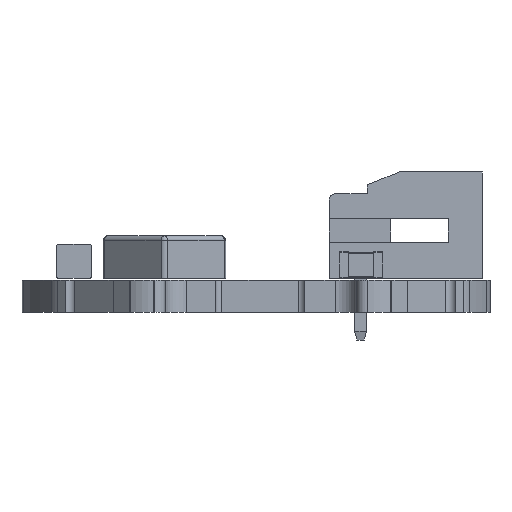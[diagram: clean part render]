
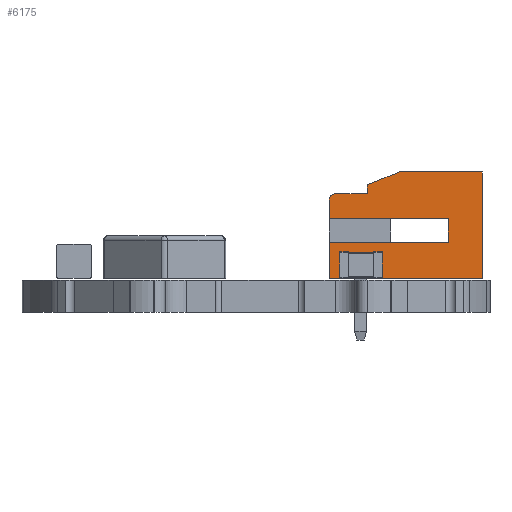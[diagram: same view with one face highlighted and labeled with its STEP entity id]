
A CAD part, left-side view. The second image highlights one B-rep face of the part: STEP entity #6175.
In plain terms, the highlighted planar face has unit normal (-1, 0, 0).
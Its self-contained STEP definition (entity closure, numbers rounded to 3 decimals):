
#2928 = VERTEX_POINT('',#2929);
#2929 = CARTESIAN_POINT('',(-4.,-3.5,0.));
#2935 = EDGE_CURVE('',#2928,#2936,#2938,.T.);
#2936 = VERTEX_POINT('',#2937);
#2937 = CARTESIAN_POINT('',(-4.,3.7,0.));
#2938 = LINE('',#2939,#2940);
#2939 = CARTESIAN_POINT('',(-4.,0.003,0.));
#2940 = VECTOR('',#2941,1.);
#2941 = DIRECTION('',(0.,1.,0.));
#3478 = VERTEX_POINT('',#3479);
#3479 = CARTESIAN_POINT('',(-4.,-1.9,2.8));
#3485 = EDGE_CURVE('',#3486,#3478,#3488,.T.);
#3486 = VERTEX_POINT('',#3487);
#3487 = CARTESIAN_POINT('',(-4.,3.7,2.8));
#3488 = LINE('',#3489,#3490);
#3489 = CARTESIAN_POINT('',(-4.,0.003,2.8));
#3490 = VECTOR('',#3491,1.);
#3491 = DIRECTION('',(0.,-1.,0.));
#3769 = VERTEX_POINT('',#3770);
#3770 = CARTESIAN_POINT('',(-4.,0.4,5.));
#3776 = EDGE_CURVE('',#3777,#3769,#3779,.T.);
#3777 = VERTEX_POINT('',#3778);
#3778 = CARTESIAN_POINT('',(-4.,-3.5,5.));
#3779 = LINE('',#3780,#3781);
#3780 = CARTESIAN_POINT('',(-4.,0.003,5.));
#3781 = VECTOR('',#3782,1.);
#3782 = DIRECTION('',(0.,1.,0.));
#4333 = VERTEX_POINT('',#4334);
#4334 = CARTESIAN_POINT('',(-4.,1.9,4.4));
#4340 = EDGE_CURVE('',#3769,#4333,#4341,.T.);
#4341 = LINE('',#4342,#4343);
#4342 = CARTESIAN_POINT('',(-4.,0.003,5.159));
#4343 = VECTOR('',#4344,1.);
#4344 = DIRECTION('',(0.,0.928,-0.371));
#4823 = VERTEX_POINT('',#4824);
#4824 = CARTESIAN_POINT('',(-4.,1.9,3.98));
#4830 = EDGE_CURVE('',#4333,#4823,#4831,.T.);
#4831 = LINE('',#4832,#4833);
#4832 = CARTESIAN_POINT('',(-4.,1.9,5.3));
#4833 = VECTOR('',#4834,1.);
#4834 = DIRECTION('',(0.,0.,-1.));
#5354 = EDGE_CURVE('',#2928,#3777,#5355,.T.);
#5355 = LINE('',#5356,#5357);
#5356 = CARTESIAN_POINT('',(-4.,-3.5,5.3));
#5357 = VECTOR('',#5358,1.);
#5358 = DIRECTION('',(0.,0.,1.));
#5699 = VERTEX_POINT('',#5700);
#5700 = CARTESIAN_POINT('',(-4.,-1.9,1.7));
#5706 = EDGE_CURVE('',#5699,#3478,#5707,.T.);
#5707 = LINE('',#5708,#5709);
#5708 = CARTESIAN_POINT('',(-4.,-1.9,2.318));
#5709 = VECTOR('',#5710,1.);
#5710 = DIRECTION('',(0.,0.,1.));
#5723 = VERTEX_POINT('',#5724);
#5724 = CARTESIAN_POINT('',(-4.,3.7,1.7));
#5732 = EDGE_CURVE('',#5733,#3486,#5735,.T.);
#5733 = VERTEX_POINT('',#5734);
#5734 = CARTESIAN_POINT('',(-4.,3.7,3.68));
#5735 = LINE('',#5736,#5737);
#5736 = CARTESIAN_POINT('',(-4.,3.7,5.3));
#5737 = VECTOR('',#5738,1.);
#5738 = DIRECTION('',(0.,0.,-1.));
#5755 = EDGE_CURVE('',#5723,#2936,#5756,.T.);
#5756 = LINE('',#5757,#5758);
#5757 = CARTESIAN_POINT('',(-4.,3.7,5.3));
#5758 = VECTOR('',#5759,1.);
#5759 = DIRECTION('',(0.,0.,-1.));
#5771 = EDGE_CURVE('',#5723,#5699,#5772,.T.);
#5772 = LINE('',#5773,#5774);
#5773 = CARTESIAN_POINT('',(-4.,0.003,1.7));
#5774 = VECTOR('',#5775,1.);
#5775 = DIRECTION('',(0.,-1.,0.));
#6085 = EDGE_CURVE('',#6086,#5733,#6088,.T.);
#6086 = VERTEX_POINT('',#6087);
#6087 = CARTESIAN_POINT('',(-4.,3.4,3.98));
#6088 = CIRCLE('',#6089,0.3);
#6089 = AXIS2_PLACEMENT_3D('',#6090,#6091,#6092);
#6090 = CARTESIAN_POINT('',(-4.,3.4,3.68));
#6091 = DIRECTION('',(-1.,0.,0.));
#6092 = DIRECTION('',(0.,-1.,0.));
#6112 = EDGE_CURVE('',#6086,#4823,#6113,.T.);
#6113 = LINE('',#6114,#6115);
#6114 = CARTESIAN_POINT('',(-4.,1.9,3.98));
#6115 = VECTOR('',#6116,1.);
#6116 = DIRECTION('',(0.,-1.,0.));
#6175 = ADVANCED_FACE('',(#6176),#6190,.T.);
#6176 = FACE_BOUND('',#6177,.T.);
#6177 = EDGE_LOOP('',(#6178,#6179,#6180,#6181,#6182,#6183,#6184,#6185,
    #6186,#6187,#6188,#6189));
#6178 = ORIENTED_EDGE('',*,*,#5354,.T.);
#6179 = ORIENTED_EDGE('',*,*,#3776,.T.);
#6180 = ORIENTED_EDGE('',*,*,#4340,.T.);
#6181 = ORIENTED_EDGE('',*,*,#4830,.T.);
#6182 = ORIENTED_EDGE('',*,*,#6112,.F.);
#6183 = ORIENTED_EDGE('',*,*,#6085,.T.);
#6184 = ORIENTED_EDGE('',*,*,#5732,.T.);
#6185 = ORIENTED_EDGE('',*,*,#3485,.T.);
#6186 = ORIENTED_EDGE('',*,*,#5706,.F.);
#6187 = ORIENTED_EDGE('',*,*,#5771,.F.);
#6188 = ORIENTED_EDGE('',*,*,#5755,.T.);
#6189 = ORIENTED_EDGE('',*,*,#2935,.F.);
#6190 = PLANE('',#6191);
#6191 = AXIS2_PLACEMENT_3D('',#6192,#6193,#6194);
#6192 = CARTESIAN_POINT('',(-4.,3.7,5.5));
#6193 = DIRECTION('',(-1.,0.,0.));
#6194 = DIRECTION('',(0.,-1.,0.));
